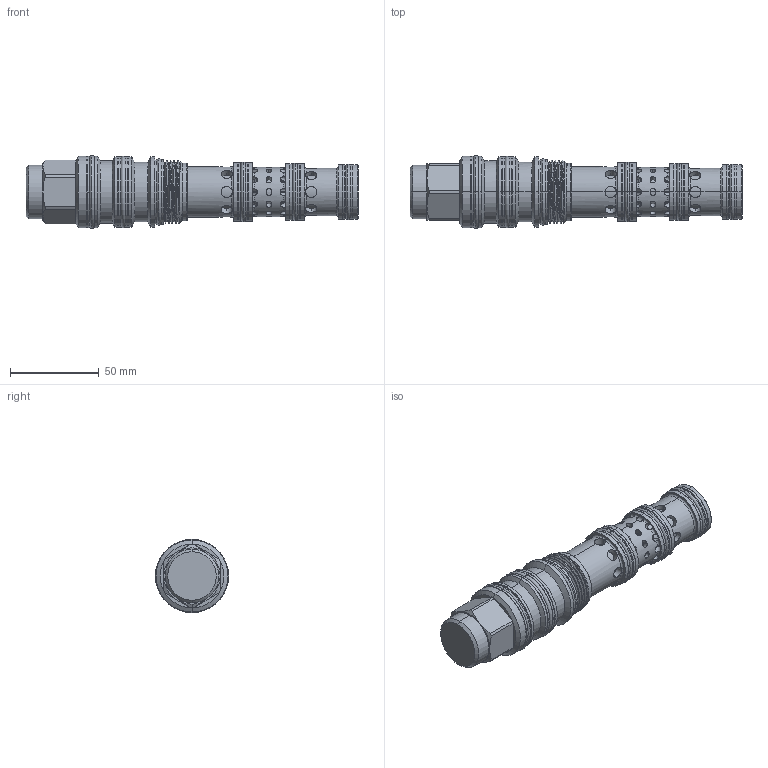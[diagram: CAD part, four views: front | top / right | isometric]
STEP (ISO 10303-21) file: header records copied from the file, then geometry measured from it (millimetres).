
FILE_DESCRIPTION (( 'STEP AP203' ), '1' );
FILE_NAME ('DC63A6E18-N.STEP', '2020-03-19T01:05:31', ( '' ), ( '' ), 'SwSTEP 2.0', 'SolidWorks 2018', '' );
FILE_SCHEMA (( 'CONFIG_CONTROL_DESIGN' ));
Length unit declared in the file: millimetre
Products named in the file (1): DC63A6E18-N
Bounding box: 186.65 x 41.18 x 41.18 mm (x, y, z)
Volume: 143459.2 mm3; surface area: 40701.3 mm2
Topology: 10 solids, 10 shells, 555 faces, 1381 edges, 881 vertices
Faces by surface type: cylinder 309, plane 131, torus 64, cone 32, bspline 19
Entity records: 23451 total; most frequent: CARTESIAN_POINT 11041, ORIENTED_EDGE 2762, DIRECTION 2373, EDGE_CURVE 1381, AXIS2_PLACEMENT_3D 991, VERTEX_POINT 881, EDGE_LOOP 608, FACE_OUTER_BOUND 555
